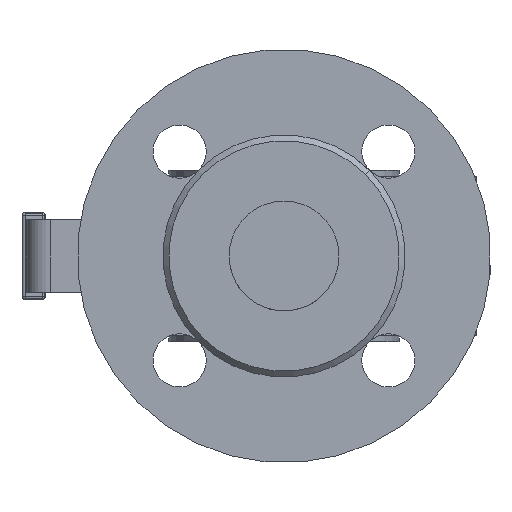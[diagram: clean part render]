
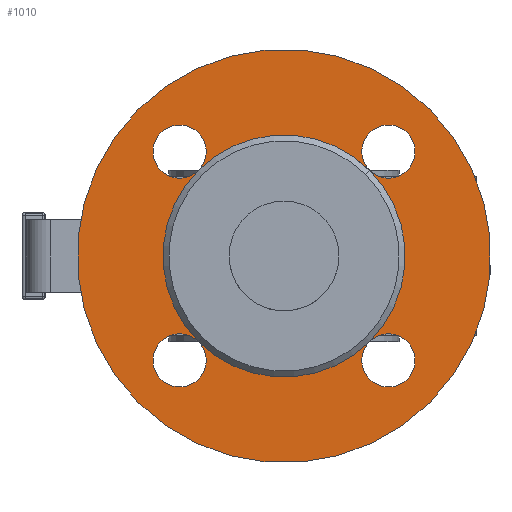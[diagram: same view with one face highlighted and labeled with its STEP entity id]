
A CAD part, left-side view. The second image highlights one B-rep face of the part: STEP entity #1010.
In plain terms, the highlighted planar face has unit normal (-1, 0, 0).
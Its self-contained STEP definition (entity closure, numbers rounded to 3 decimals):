
#1010=ADVANCED_FACE('',(#2104,#2105),#2106,.T.);
#2104=FACE_OUTER_BOUND('',#3325,.T.);
#2105=FACE_BOUND('',#3326,.T.);
#2106=PLANE('',#3327);
#3325=EDGE_LOOP('',(#6316,#6317));
#3326=EDGE_LOOP('',(#6318,#6319,#6320,#6321,#6322,#6323,#6324,#6325,#6326,#6327,#6328,#6329,#6330,#6331));
#3327=AXIS2_PLACEMENT_3D('',#6332,#6333,#6334);
#6316=ORIENTED_EDGE('',*,*,#6844,.F.);
#6317=ORIENTED_EDGE('',*,*,#7894,.F.);
#6318=ORIENTED_EDGE('',*,*,#6841,.T.);
#6319=ORIENTED_EDGE('',*,*,#7909,.T.);
#6320=ORIENTED_EDGE('',*,*,#6828,.T.);
#6321=ORIENTED_EDGE('',*,*,#7910,.T.);
#6322=ORIENTED_EDGE('',*,*,#6840,.T.);
#6323=ORIENTED_EDGE('',*,*,#6823,.T.);
#6324=ORIENTED_EDGE('',*,*,#7911,.T.);
#6325=ORIENTED_EDGE('',*,*,#7897,.T.);
#6326=ORIENTED_EDGE('',*,*,#6817,.T.);
#6327=ORIENTED_EDGE('',*,*,#7912,.T.);
#6328=ORIENTED_EDGE('',*,*,#6818,.T.);
#6329=ORIENTED_EDGE('',*,*,#7896,.T.);
#6330=ORIENTED_EDGE('',*,*,#7913,.T.);
#6331=ORIENTED_EDGE('',*,*,#6812,.T.);
#6332=CARTESIAN_POINT('',(-98.,39.244,-39.244));
#6333=DIRECTION('',(-1.0,0.,0.));
#6334=DIRECTION('',(0.,1.0,0.0));
#6812=EDGE_CURVE('',#8165,#8162,#8166,.T.);
#6817=EDGE_CURVE('',#8174,#8171,#8175,.T.);
#6818=EDGE_CURVE('',#8176,#8174,#8177,.T.);
#6823=EDGE_CURVE('',#8185,#8182,#8186,.T.);
#6828=EDGE_CURVE('',#8194,#8191,#8195,.T.);
#6840=EDGE_CURVE('',#8212,#8185,#8213,.T.);
#6841=EDGE_CURVE('',#8162,#8212,#8214,.T.);
#6844=EDGE_CURVE('',#8216,#8219,#8220,.T.);
#7894=EDGE_CURVE('',#8219,#8216,#9760,.T.);
#7896=EDGE_CURVE('',#8174,#8162,#9762,.T.);
#7897=EDGE_CURVE('',#8185,#8174,#9763,.T.);
#7909=EDGE_CURVE('',#8212,#8194,#9776,.T.);
#7910=EDGE_CURVE('',#8191,#8212,#9777,.T.);
#7911=EDGE_CURVE('',#8182,#8185,#9778,.T.);
#7912=EDGE_CURVE('',#8171,#8176,#9779,.T.);
#7913=EDGE_CURVE('',#8162,#8165,#9780,.T.);
#8162=VERTEX_POINT('',#10230);
#8165=VERTEX_POINT('',#10234);
#8166=CIRCLE('',#10235,9.0);
#8171=VERTEX_POINT('',#10241);
#8174=VERTEX_POINT('',#10245);
#8175=CIRCLE('',#10246,9.0);
#8176=VERTEX_POINT('',#10247);
#8177=CIRCLE('',#10248,9.0);
#8182=VERTEX_POINT('',#10254);
#8185=VERTEX_POINT('',#10258);
#8186=CIRCLE('',#10259,9.0);
#8191=VERTEX_POINT('',#10265);
#8194=VERTEX_POINT('',#10269);
#8195=CIRCLE('',#10270,9.0);
#8212=VERTEX_POINT('',#10290);
#8213=CIRCLE('',#10291,41.0);
#8214=CIRCLE('',#10292,41.0);
#8216=VERTEX_POINT('',#10294);
#8219=VERTEX_POINT('',#10298);
#8220=CIRCLE('',#10299,70.0);
#9760=CIRCLE('',#12530,70.0);
#9762=CIRCLE('',#12532,41.0);
#9763=CIRCLE('',#12533,41.0);
#9776=CIRCLE('',#12546,9.0);
#9777=CIRCLE('',#12547,9.0);
#9778=CIRCLE('',#12548,9.0);
#9779=CIRCLE('',#12549,9.0);
#9780=CIRCLE('',#12550,9.0);
#10230=CARTESIAN_POINT('',(-98.,28.991,-28.991));
#10234=CARTESIAN_POINT('',(-98.,41.719,-41.719));
#10235=AXIS2_PLACEMENT_3D('',#12934,#12935,#12936);
#10241=CARTESIAN_POINT('',(-98.,-41.719,-28.991));
#10245=CARTESIAN_POINT('',(-98.,-28.991,-28.991));
#10246=AXIS2_PLACEMENT_3D('',#12942,#12943,#12944);
#10247=CARTESIAN_POINT('',(-98.,-28.991,-41.719));
#10248=AXIS2_PLACEMENT_3D('',#12945,#12946,#12947);
#10254=CARTESIAN_POINT('',(-98.,-41.719,41.719));
#10258=CARTESIAN_POINT('',(-98.,-28.991,28.991));
#10259=AXIS2_PLACEMENT_3D('',#12953,#12954,#12955);
#10265=CARTESIAN_POINT('',(-98.,28.991,41.719));
#10269=CARTESIAN_POINT('',(-98.,41.719,28.991));
#10270=AXIS2_PLACEMENT_3D('',#12961,#12962,#12963);
#10290=CARTESIAN_POINT('',(-98.,28.991,28.991));
#10291=AXIS2_PLACEMENT_3D('',#12985,#12986,#12987);
#10292=AXIS2_PLACEMENT_3D('',#12988,#12989,#12990);
#10294=CARTESIAN_POINT('',(-98.,49.497,-49.497));
#10298=CARTESIAN_POINT('',(-98.,-49.497,49.497));
#10299=AXIS2_PLACEMENT_3D('',#12992,#12993,#12994);
#12530=AXIS2_PLACEMENT_3D('',#14079,#14080,#14081);
#12532=AXIS2_PLACEMENT_3D('',#14082,#14083,#14084);
#12533=AXIS2_PLACEMENT_3D('',#14085,#14086,#14087);
#12546=AXIS2_PLACEMENT_3D('',#14109,#14110,#14111);
#12547=AXIS2_PLACEMENT_3D('',#14112,#14113,#14114);
#12548=AXIS2_PLACEMENT_3D('',#14115,#14116,#14117);
#12549=AXIS2_PLACEMENT_3D('',#14118,#14119,#14120);
#12550=AXIS2_PLACEMENT_3D('',#14121,#14122,#14123);
#12934=CARTESIAN_POINT('',(-98.,35.355,-35.355));
#12935=DIRECTION('',(1.0,0.,0.));
#12936=DIRECTION('',(0.,-0.707,0.707));
#12942=CARTESIAN_POINT('',(-98.,-35.355,-35.355));
#12943=DIRECTION('',(1.0,0.,0.));
#12944=DIRECTION('',(0.,-0.707,0.707));
#12945=CARTESIAN_POINT('',(-98.,-35.355,-35.355));
#12946=DIRECTION('',(1.0,0.,0.));
#12947=DIRECTION('',(0.,-0.707,0.707));
#12953=CARTESIAN_POINT('',(-98.,-35.355,35.355));
#12954=DIRECTION('',(1.0,0.,0.));
#12955=DIRECTION('',(0.,-0.707,0.707));
#12961=CARTESIAN_POINT('',(-98.,35.355,35.355));
#12962=DIRECTION('',(1.0,0.,0.));
#12963=DIRECTION('',(0.,-0.707,0.707));
#12985=CARTESIAN_POINT('',(-98.,0.,0.));
#12986=DIRECTION('',(1.0,0.,0.));
#12987=DIRECTION('',(0.,0.707,-0.707));
#12988=CARTESIAN_POINT('',(-98.,0.,0.));
#12989=DIRECTION('',(1.0,0.,0.));
#12990=DIRECTION('',(0.,0.707,-0.707));
#12992=CARTESIAN_POINT('',(-98.,0.,0.));
#12993=DIRECTION('',(1.0,0.,0.));
#12994=DIRECTION('',(0.,0.707,-0.707));
#14079=CARTESIAN_POINT('',(-98.,0.,0.));
#14080=DIRECTION('',(1.0,0.,0.));
#14081=DIRECTION('',(0.,0.707,-0.707));
#14082=CARTESIAN_POINT('',(-98.,0.,0.));
#14083=DIRECTION('',(1.0,0.,0.));
#14084=DIRECTION('',(0.,0.707,-0.707));
#14085=CARTESIAN_POINT('',(-98.,0.,0.));
#14086=DIRECTION('',(1.0,0.,0.));
#14087=DIRECTION('',(0.,0.707,-0.707));
#14109=CARTESIAN_POINT('',(-98.,35.355,35.355));
#14110=DIRECTION('',(1.0,0.,0.));
#14111=DIRECTION('',(0.,-0.707,0.707));
#14112=CARTESIAN_POINT('',(-98.,35.355,35.355));
#14113=DIRECTION('',(1.0,0.,0.));
#14114=DIRECTION('',(0.,-0.707,0.707));
#14115=CARTESIAN_POINT('',(-98.,-35.355,35.355));
#14116=DIRECTION('',(1.0,0.,0.));
#14117=DIRECTION('',(0.,-0.707,0.707));
#14118=CARTESIAN_POINT('',(-98.,-35.355,-35.355));
#14119=DIRECTION('',(1.0,0.,0.));
#14120=DIRECTION('',(0.,-0.707,0.707));
#14121=CARTESIAN_POINT('',(-98.,35.355,-35.355));
#14122=DIRECTION('',(1.0,0.,0.));
#14123=DIRECTION('',(0.,-0.707,0.707));
